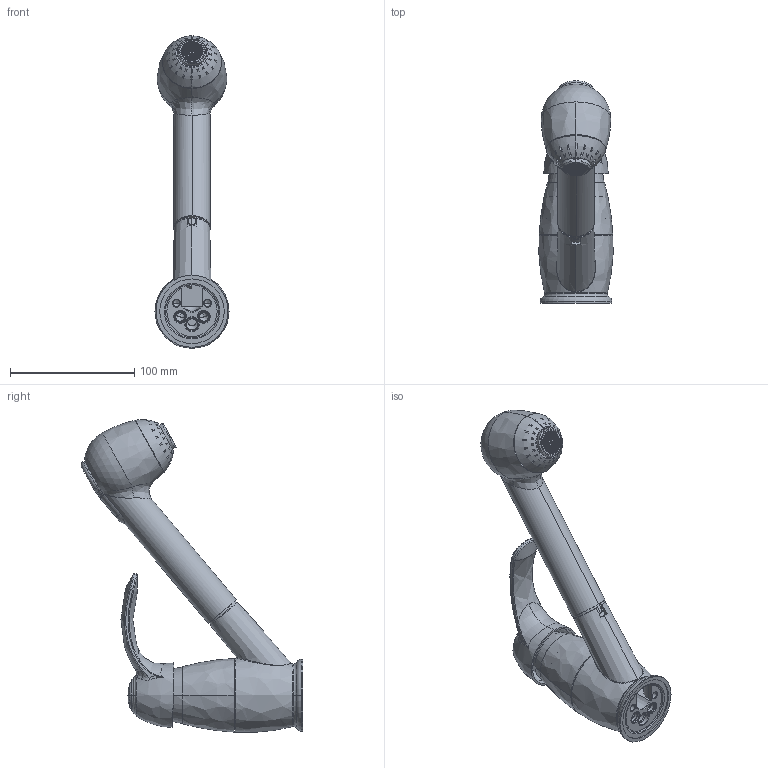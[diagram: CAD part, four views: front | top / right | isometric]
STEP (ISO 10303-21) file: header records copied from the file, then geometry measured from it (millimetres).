
FILE_DESCRIPTION((''),'2;1');
FILE_NAME('FA183CR','2021-11-10T09:12:03',('ut3'),('PAFFONI SpA'),'CREO PARAMETRIC BY PTC INC, 2020044','CREO PARAMETRIC BY PTC INC, 2020044','');
FILE_SCHEMA(('CONFIG_CONTROL_DESIGN','SHAPE_APPEARANCE_LAYERS_GROUPS'));
Length unit declared in the file: millimetre
Products named in the file (1): FA183CR
Bounding box: 59.79 x 178.91 x 252 mm (x, y, z)
Volume: 422010.1 mm3; surface area: 142690.7 mm2
Topology: 1 solids, 1 shells, 1761 faces, 4432 edges, 2841 vertices
Faces by surface type: plane 939, cylinder 515, cone 115, torus 103, bspline 77, sphere 12
Entity records: 76817 total; most frequent: CARTESIAN_POINT 22241, ORIENTED_EDGE 8832, DIRECTION 8684, EDGE_CURVE 4416, AXIS2_PLACEMENT_3D 3257, VERTEX_POINT 2841, VECTOR 2170, LINE 2170
